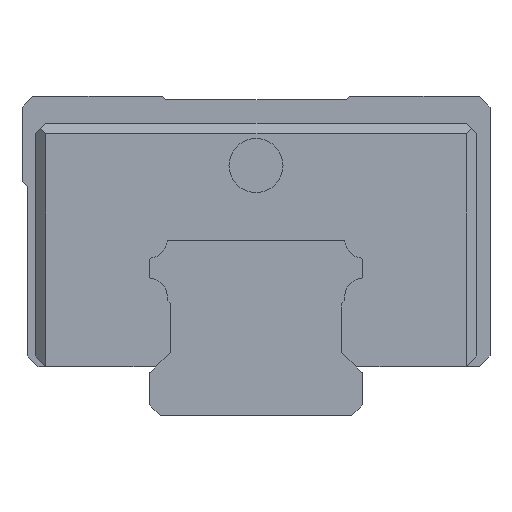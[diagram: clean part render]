
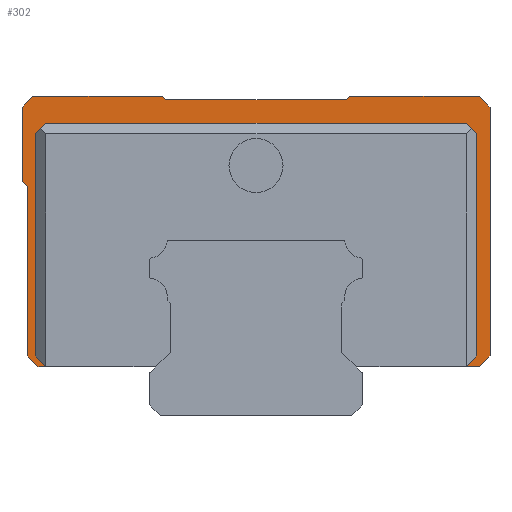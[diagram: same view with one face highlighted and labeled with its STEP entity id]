
A CAD part, left-side view. The second image highlights one B-rep face of the part: STEP entity #302.
In plain terms, the highlighted planar face has unit normal (-1, 0, 0).
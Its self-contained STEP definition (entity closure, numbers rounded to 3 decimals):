
#178=FACE_OUTER_BOUND('',#1006,.T.);
#302=ADVANCED_FACE('',(#178),#463,.F.);
#463=PLANE('',#2951);
#551=LINE('',#4042,#731);
#555=LINE('',#4151,#735);
#579=LINE('',#4199,#759);
#580=LINE('',#4202,#760);
#581=LINE('',#4204,#761);
#582=LINE('',#4206,#762);
#583=LINE('',#4208,#763);
#584=LINE('',#4210,#764);
#585=LINE('',#4212,#765);
#586=LINE('',#4214,#766);
#587=LINE('',#4216,#767);
#588=LINE('',#4218,#768);
#589=LINE('',#4220,#769);
#590=LINE('',#4222,#770);
#591=LINE('',#4223,#771);
#592=LINE('',#4225,#772);
#593=LINE('',#4227,#773);
#594=LINE('',#4228,#774);
#595=LINE('',#4230,#775);
#596=LINE('',#4232,#776);
#597=LINE('',#4234,#777);
#598=LINE('',#4236,#778);
#731=VECTOR('',#3223,1.);
#735=VECTOR('',#3237,1.);
#759=VECTOR('',#3265,1.);
#760=VECTOR('',#3266,1.);
#761=VECTOR('',#3267,1.);
#762=VECTOR('',#3268,1.);
#763=VECTOR('',#3269,1.);
#764=VECTOR('',#3270,1.);
#765=VECTOR('',#3271,1.);
#766=VECTOR('',#3272,1.);
#767=VECTOR('',#3273,1.);
#768=VECTOR('',#3274,1.);
#769=VECTOR('',#3275,1.);
#770=VECTOR('',#3276,1.);
#771=VECTOR('',#3277,1.);
#772=VECTOR('',#3278,1.);
#773=VECTOR('',#3279,1.);
#774=VECTOR('',#3280,1.);
#775=VECTOR('',#3281,1.);
#776=VECTOR('',#3282,1.);
#777=VECTOR('',#3283,1.);
#778=VECTOR('',#3284,1.);
#1006=EDGE_LOOP('',(#1359,#1360,#1361,#1362,#1363,#1364,#1365,#1366,#1367,
#1368,#1369,#1370,#1371,#1372,#1373,#1374,#1375,#1376,#1377,#1378,#1379,
#1380));
#1359=ORIENTED_EDGE('',*,*,#2459,.F.);
#1360=ORIENTED_EDGE('',*,*,#2460,.T.);
#1361=ORIENTED_EDGE('',*,*,#2461,.T.);
#1362=ORIENTED_EDGE('',*,*,#2462,.T.);
#1363=ORIENTED_EDGE('',*,*,#2463,.T.);
#1364=ORIENTED_EDGE('',*,*,#2464,.T.);
#1365=ORIENTED_EDGE('',*,*,#2465,.T.);
#1366=ORIENTED_EDGE('',*,*,#2466,.T.);
#1367=ORIENTED_EDGE('',*,*,#2467,.F.);
#1368=ORIENTED_EDGE('',*,*,#2468,.F.);
#1369=ORIENTED_EDGE('',*,*,#2469,.F.);
#1370=ORIENTED_EDGE('',*,*,#2470,.F.);
#1371=ORIENTED_EDGE('',*,*,#2423,.F.);
#1372=ORIENTED_EDGE('',*,*,#2471,.F.);
#1373=ORIENTED_EDGE('',*,*,#2472,.F.);
#1374=ORIENTED_EDGE('',*,*,#2473,.F.);
#1375=ORIENTED_EDGE('',*,*,#2435,.F.);
#1376=ORIENTED_EDGE('',*,*,#2474,.F.);
#1377=ORIENTED_EDGE('',*,*,#2475,.F.);
#1378=ORIENTED_EDGE('',*,*,#2476,.F.);
#1379=ORIENTED_EDGE('',*,*,#2477,.F.);
#1380=ORIENTED_EDGE('',*,*,#2478,.F.);
#2129=VERTEX_POINT('',#4043);
#2130=VERTEX_POINT('',#4044);
#2141=VERTEX_POINT('',#4152);
#2142=VERTEX_POINT('',#4153);
#2163=VERTEX_POINT('',#4200);
#2164=VERTEX_POINT('',#4201);
#2165=VERTEX_POINT('',#4203);
#2166=VERTEX_POINT('',#4205);
#2167=VERTEX_POINT('',#4207);
#2168=VERTEX_POINT('',#4209);
#2169=VERTEX_POINT('',#4211);
#2170=VERTEX_POINT('',#4213);
#2171=VERTEX_POINT('',#4215);
#2172=VERTEX_POINT('',#4217);
#2173=VERTEX_POINT('',#4219);
#2174=VERTEX_POINT('',#4221);
#2175=VERTEX_POINT('',#4224);
#2176=VERTEX_POINT('',#4226);
#2177=VERTEX_POINT('',#4229);
#2178=VERTEX_POINT('',#4231);
#2179=VERTEX_POINT('',#4233);
#2180=VERTEX_POINT('',#4235);
#2423=EDGE_CURVE('',#2129,#2130,#551,.T.);
#2435=EDGE_CURVE('',#2141,#2142,#555,.T.);
#2459=EDGE_CURVE('',#2163,#2164,#579,.T.);
#2460=EDGE_CURVE('',#2163,#2165,#580,.T.);
#2461=EDGE_CURVE('',#2165,#2166,#581,.T.);
#2462=EDGE_CURVE('',#2166,#2167,#582,.T.);
#2463=EDGE_CURVE('',#2167,#2168,#583,.T.);
#2464=EDGE_CURVE('',#2168,#2169,#584,.T.);
#2465=EDGE_CURVE('',#2169,#2170,#585,.T.);
#2466=EDGE_CURVE('',#2170,#2171,#586,.T.);
#2467=EDGE_CURVE('',#2172,#2171,#587,.T.);
#2468=EDGE_CURVE('',#2173,#2172,#588,.T.);
#2469=EDGE_CURVE('',#2174,#2173,#589,.T.);
#2470=EDGE_CURVE('',#2130,#2174,#590,.T.);
#2471=EDGE_CURVE('',#2175,#2129,#591,.T.);
#2472=EDGE_CURVE('',#2176,#2175,#592,.T.);
#2473=EDGE_CURVE('',#2142,#2176,#593,.T.);
#2474=EDGE_CURVE('',#2177,#2141,#594,.T.);
#2475=EDGE_CURVE('',#2178,#2177,#595,.T.);
#2476=EDGE_CURVE('',#2179,#2178,#596,.T.);
#2477=EDGE_CURVE('',#2180,#2179,#597,.T.);
#2478=EDGE_CURVE('',#2164,#2180,#598,.T.);
#2951=AXIS2_PLACEMENT_3D('',#4237,#3285,#3286);
#3223=DIRECTION('',(0.,-1.,0.));
#3237=DIRECTION('',(0.,-1.,0.));
#3265=DIRECTION('',(0.,1.,0.));
#3266=DIRECTION('',(0.,0.707,0.707));
#3267=DIRECTION('',(0.,0.,1.));
#3268=DIRECTION('',(0.,-0.707,0.707));
#3269=DIRECTION('',(0.,-1.,0.));
#3270=DIRECTION('',(0.,-0.707,-0.707));
#3271=DIRECTION('',(0.,0.,-1.));
#3272=DIRECTION('',(0.,0.707,-0.707));
#3273=DIRECTION('',(0.,1.,0.));
#3274=DIRECTION('',(0.,0.707,-0.707));
#3275=DIRECTION('',(0.,0.,-1.));
#3276=DIRECTION('',(0.,-0.707,-0.707));
#3277=DIRECTION('',(0.,-0.707,0.707));
#3278=DIRECTION('',(0.,-1.,0.));
#3279=DIRECTION('',(0.,-0.707,-0.707));
#3280=DIRECTION('',(0.,-0.707,0.707));
#3281=DIRECTION('',(0.,0.,1.));
#3282=DIRECTION('',(0.,0.707,0.707));
#3283=DIRECTION('',(0.,0.,1.));
#3284=DIRECTION('',(0.,0.707,0.707));
#3285=DIRECTION('',(1.,0.,0.));
#3286=DIRECTION('',(0.,0.,-1.));
#4042=CARTESIAN_POINT('',(-594.393,-956.681,30.));
#4043=CARTESIAN_POINT('',(-594.393,-956.681,30.));
#4044=CARTESIAN_POINT('',(-594.393,-968.888,30.));
#4151=CARTESIAN_POINT('',(-594.393,-926.888,30.));
#4152=CARTESIAN_POINT('',(-594.393,-926.888,30.));
#4153=CARTESIAN_POINT('',(-594.393,-939.095,30.));
#4199=CARTESIAN_POINT('',(-594.393,-935.942,4.6));
#4200=CARTESIAN_POINT('',(-594.393,-928.138,4.6));
#4201=CARTESIAN_POINT('',(-594.393,-927.388,4.6));
#4202=CARTESIAN_POINT('',(-594.393,-928.138,4.6));
#4203=CARTESIAN_POINT('',(-594.393,-927.138,5.6));
#4204=CARTESIAN_POINT('',(-594.393,-927.138,5.6));
#4205=CARTESIAN_POINT('',(-594.393,-927.138,26.5));
#4206=CARTESIAN_POINT('',(-594.393,-927.138,26.5));
#4207=CARTESIAN_POINT('',(-594.393,-928.138,27.5));
#4208=CARTESIAN_POINT('',(-594.393,-928.138,27.5));
#4209=CARTESIAN_POINT('',(-594.393,-967.638,27.5));
#4210=CARTESIAN_POINT('',(-594.393,-967.638,27.5));
#4211=CARTESIAN_POINT('',(-594.393,-968.638,26.5));
#4212=CARTESIAN_POINT('',(-594.393,-968.638,26.5));
#4213=CARTESIAN_POINT('',(-594.393,-968.638,5.6));
#4214=CARTESIAN_POINT('',(-594.393,-968.638,5.6));
#4215=CARTESIAN_POINT('',(-594.393,-967.638,4.6));
#4216=CARTESIAN_POINT('',(-594.393,-968.588,4.6));
#4217=CARTESIAN_POINT('',(-594.393,-968.888,4.6));
#4218=CARTESIAN_POINT('',(-594.393,-969.888,5.6));
#4219=CARTESIAN_POINT('',(-594.393,-969.888,5.6));
#4220=CARTESIAN_POINT('',(-594.393,-969.888,29.));
#4221=CARTESIAN_POINT('',(-594.393,-969.888,29.));
#4222=CARTESIAN_POINT('',(-594.393,-968.888,30.));
#4223=CARTESIAN_POINT('',(-594.393,-956.381,29.7));
#4224=CARTESIAN_POINT('',(-594.393,-956.381,29.7));
#4225=CARTESIAN_POINT('',(-594.393,-947.888,29.7));
#4226=CARTESIAN_POINT('',(-594.393,-939.395,29.7));
#4227=CARTESIAN_POINT('',(-594.393,-939.095,30.));
#4228=CARTESIAN_POINT('',(-594.393,-925.888,29.));
#4229=CARTESIAN_POINT('',(-594.393,-925.888,29.));
#4230=CARTESIAN_POINT('',(-594.393,-925.888,22.));
#4231=CARTESIAN_POINT('',(-594.393,-925.888,22.));
#4232=CARTESIAN_POINT('',(-594.393,-926.388,21.5));
#4233=CARTESIAN_POINT('',(-594.393,-926.388,21.5));
#4234=CARTESIAN_POINT('',(-594.393,-926.388,5.6));
#4235=CARTESIAN_POINT('',(-594.393,-926.388,5.6));
#4236=CARTESIAN_POINT('',(-594.393,-927.388,4.6));
#4237=CARTESIAN_POINT('',(-594.393,-958.788,9.317));
